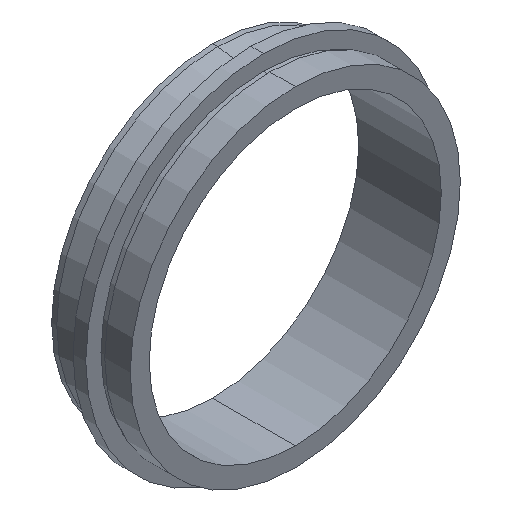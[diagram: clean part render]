
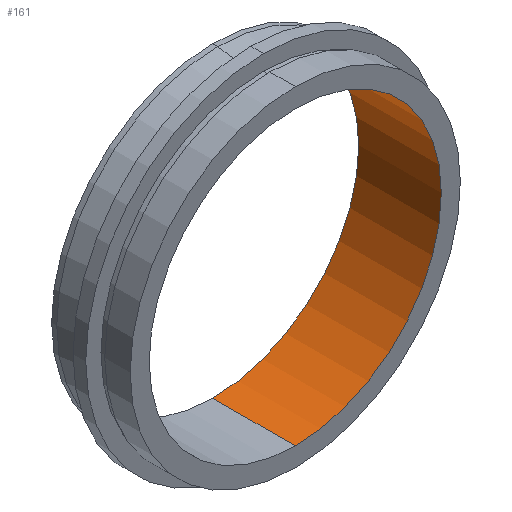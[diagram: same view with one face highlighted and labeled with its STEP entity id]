
A CAD part, isometric view. The second image highlights one B-rep face of the part: STEP entity #161.
In plain terms, the highlighted cylindrical face has radius 23 mm (diameter 46 mm), a partial arc.
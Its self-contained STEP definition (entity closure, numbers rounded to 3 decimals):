
#8 = CARTESIAN_POINT ( 'NONE',  ( 0., 13., 0. ) ) ;
#13 = DIRECTION ( 'NONE',  ( 0., -1., 0. ) ) ;
#25 = CIRCLE ( 'NONE', #492, 23. ) ;
#34 = VERTEX_POINT ( 'NONE', #418 ) ;
#75 = CARTESIAN_POINT ( 'NONE',  ( 0., 0., 0. ) ) ;
#87 = CARTESIAN_POINT ( 'NONE',  ( 0., 0., -23. ) ) ;
#161 = ADVANCED_FACE ( 'NONE', ( #640 ), #491, .F. ) ;
#194 = AXIS2_PLACEMENT_3D ( 'NONE', #75, #501, #389 ) ;
#216 = CARTESIAN_POINT ( 'NONE',  ( 0., 0., -23. ) ) ;
#231 = DIRECTION ( 'NONE',  ( 0., -1., 0. ) ) ;
#255 = EDGE_LOOP ( 'NONE', ( #632, #317, #438, #422 ) ) ;
#272 = EDGE_CURVE ( 'NONE', #474, #311, #655, .T. ) ;
#280 = AXIS2_PLACEMENT_3D ( 'NONE', #8, #320, #630 ) ;
#311 = VERTEX_POINT ( 'NONE', #216 ) ;
#313 = CIRCLE ( 'NONE', #280, 23. ) ;
#317 = ORIENTED_EDGE ( 'NONE', *, *, #345, .F. ) ;
#320 = DIRECTION ( 'NONE',  ( 0., -1., 0. ) ) ;
#322 = CARTESIAN_POINT ( 'NONE',  ( 0., 13., -23. ) ) ;
#345 = EDGE_CURVE ( 'NONE', #474, #34, #313, .T. ) ;
#350 = VECTOR ( 'NONE', #231, 1000. ) ;
#389 = DIRECTION ( 'NONE',  ( 0., 0., -1. ) ) ;
#391 = DIRECTION ( 'NONE',  ( 0., -1., 0. ) ) ;
#406 = VERTEX_POINT ( 'NONE', #584 ) ;
#411 = EDGE_CURVE ( 'NONE', #311, #406, #25, .T. ) ;
#418 = CARTESIAN_POINT ( 'NONE',  ( 0., 13., 23. ) ) ;
#422 = ORIENTED_EDGE ( 'NONE', *, *, #411, .T. ) ;
#438 = ORIENTED_EDGE ( 'NONE', *, *, #272, .T. ) ;
#474 = VERTEX_POINT ( 'NONE', #322 ) ;
#484 = DIRECTION ( 'NONE',  ( 0., 0., -1. ) ) ;
#491 = CYLINDRICAL_SURFACE ( 'NONE', #194, 23. ) ;
#492 = AXIS2_PLACEMENT_3D ( 'NONE', #539, #13, #484 ) ;
#495 = CARTESIAN_POINT ( 'NONE',  ( 0., 0., 23. ) ) ;
#500 = LINE ( 'NONE', #495, #350 ) ;
#501 = DIRECTION ( 'NONE',  ( 0., -1., 0. ) ) ;
#539 = CARTESIAN_POINT ( 'NONE',  ( 0., 0., 0. ) ) ;
#561 = VECTOR ( 'NONE', #391, 1000. ) ;
#568 = EDGE_CURVE ( 'NONE', #34, #406, #500, .T. ) ;
#584 = CARTESIAN_POINT ( 'NONE',  ( 0., 0., 23. ) ) ;
#630 = DIRECTION ( 'NONE',  ( 0., 0., -1. ) ) ;
#632 = ORIENTED_EDGE ( 'NONE', *, *, #568, .F. ) ;
#640 = FACE_OUTER_BOUND ( 'NONE', #255, .T. ) ;
#655 = LINE ( 'NONE', #87, #561 ) ;
